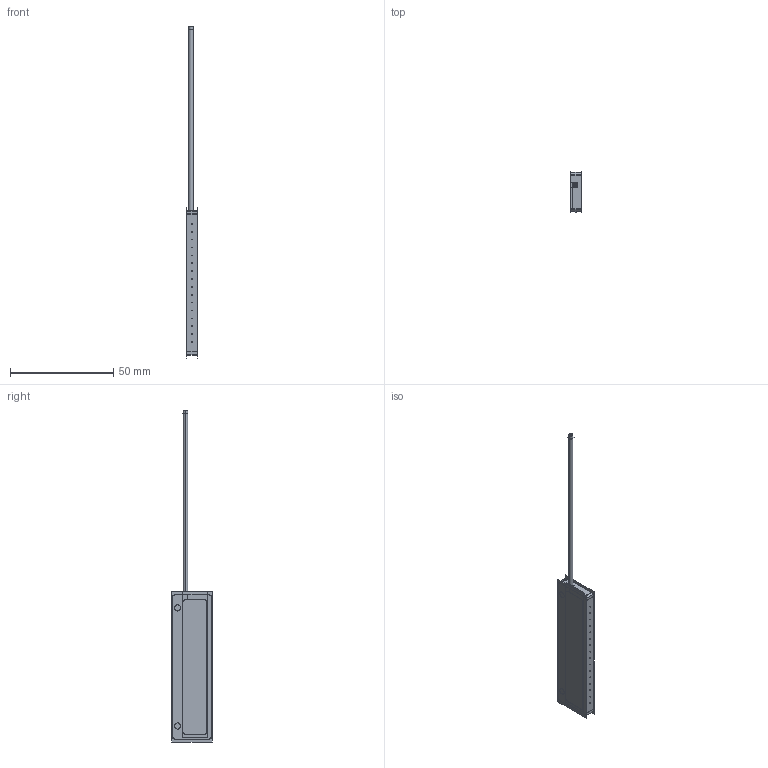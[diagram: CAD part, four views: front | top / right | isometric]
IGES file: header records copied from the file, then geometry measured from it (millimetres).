
Start section:  PTC IGES file: 161961.igs
Global section: file name: 161961.igs; native system: Creo Parametric by Parametric Technology Corporation; preprocessor: 2013230; author: pdmadmin; organization: Unknown; date: 20160105.123853; units: millimetre
Bounding box: 5.28 x 19.81 x 160.68 mm (x, y, z)
Volume: 5230.1 mm3; surface area: 34254.6 mm2
Topology: 26 solids, 26 shells, 428 faces, 2016 edges, 2556 vertices
Faces by surface type: revolution 230, bspline 198
